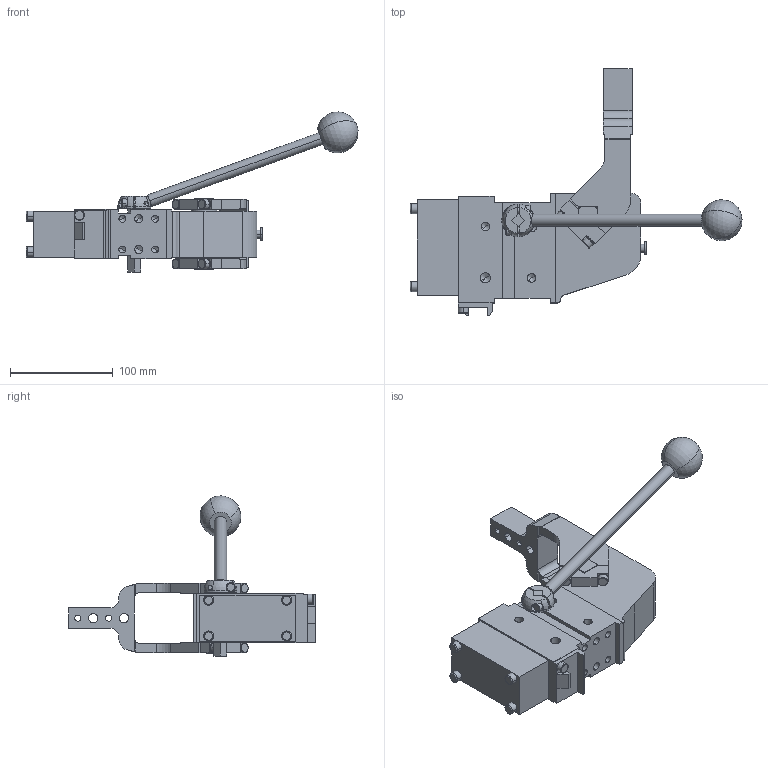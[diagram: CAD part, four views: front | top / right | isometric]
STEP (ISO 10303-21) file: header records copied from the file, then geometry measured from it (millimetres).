
FILE_DESCRIPTION(('CATIA V5 STEP Exchange'),'2;1');
FILE_NAME('MK_50_1_A10_T00_TUENKERS.stp','2017-07-20T13:35:17+00:00',('none'),('none'),'CATIA Version 5 Release 19 SP 9 (IN-10)','CATIA V5 STEP AP214','none');
FILE_SCHEMA(('AUTOMOTIVE_DESIGN { 1 0 10303 214 1 1 1 1 }'));
Length unit declared in the file: millimetre
Products named in the file (1): MK_50_1_A10_T00_TUENKERS
Bounding box: 323.64 x 240.5 x 156.11 mm (x, y, z)
Volume: 1125167.3 mm3; surface area: 136023.4 mm2
Topology: 5 solids, 10 shells, 441 faces, 1166 edges, 731 vertices
Faces by surface type: plane 187, cylinder 152, cone 66, torus 24, sphere 12
Entity records: 13110 total; most frequent: CARTESIAN_POINT 2516, ORIENTED_EDGE 2224, DIRECTION 1581, EDGE_CURVE 1112, VERTEX_POINT 731, AXIS2_PLACEMENT_3D 704, VECTOR 613, LINE 613
